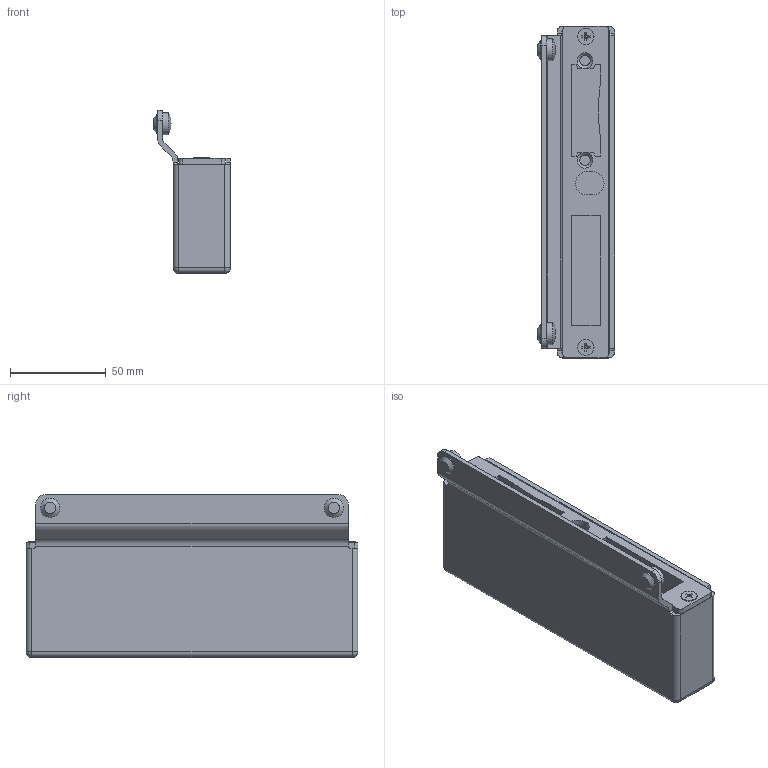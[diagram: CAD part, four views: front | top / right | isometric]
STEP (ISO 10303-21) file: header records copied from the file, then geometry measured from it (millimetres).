
FILE_DESCRIPTION (( 'STEP AP203' ), '1' );
FILE_NAME ('14746.STEP', '2021-11-24T12:37:03', ( '' ), ( '' ), 'SwSTEP 2.0', 'SolidWorks 2018', '' );
FILE_SCHEMA (( 'CONFIG_CONTROL_DESIGN' ));
Length unit declared in the file: millimetre
Products named in the file (12): countersunk flat head cross recess screw_din_ISO 7046-1 - M4 x 8 - Z --- 8S; 14746 Teil2; countersunk flat head cross recess screw_din; 14746 Teil3; 14746; 14746 Teil1
Assembly tree (7 placements, depth 2):
  countersunk flat head cross recess screw_din
  14746 Teil2
  14746
    14746 Teil1
    14746 Teil2
    countersunk flat head cross recess screw_din_ISO 7046-1 - M4 x 8 - Z --- 8S  x2
    14746 Teil3  x2
  14746 Teil3
  countersunk flat head cross recess screw_din
Bounding box: 40.3 x 173 x 85 mm (x, y, z)
Volume: 90701.7 mm3; surface area: 74316.9 mm2
Topology: 6 solids, 6 shells, 409 faces, 1048 edges, 663 vertices
Faces by surface type: plane 211, cylinder 77, bspline 57, cone 52, sphere 10, torus 2
Full cylindrical faces by diameter (mm): 3.3 x2, 4 x16, 5.4 x2, 6 x2, 7 x2, 8.4 x2, 10 x2, 11.5 x2
Entity records: 14959 total; most frequent: CARTESIAN_POINT 5648, ORIENTED_EDGE 1732, DIRECTION 1516, EDGE_CURVE 866, VERTEX_POINT 584, VECTOR 576, LINE 576, AXIS2_PLACEMENT_3D 470
